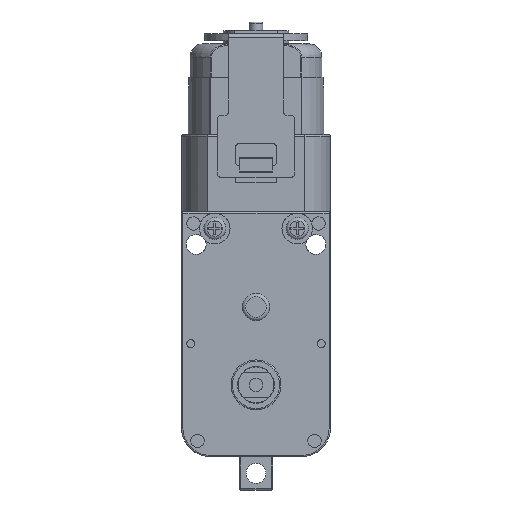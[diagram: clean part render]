
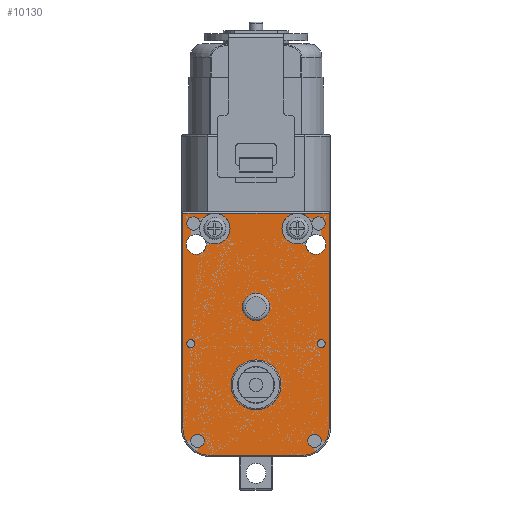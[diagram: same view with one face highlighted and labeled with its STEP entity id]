
A CAD part, left-side view. The second image highlights one B-rep face of the part: STEP entity #10130.
In plain terms, the highlighted planar face has unit normal (-1, 0, 0).
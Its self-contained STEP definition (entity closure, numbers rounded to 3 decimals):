
#156=FACE_BOUND('',#1719,.T.);
#157=FACE_BOUND('',#1720,.T.);
#158=FACE_BOUND('',#1721,.T.);
#159=FACE_BOUND('',#1722,.T.);
#326=CIRCLE('',#10866,4.15);
#330=CIRCLE('',#10872,4.15);
#335=CIRCLE('',#10881,2.3);
#336=CIRCLE('',#10882,2.3);
#337=CIRCLE('',#10883,1.5);
#338=CIRCLE('',#10884,1.5);
#339=CIRCLE('',#10885,2.3);
#340=CIRCLE('',#10886,1.);
#341=CIRCLE('',#10887,2.3);
#342=CIRCLE('',#10888,2.3);
#343=CIRCLE('',#10889,1.);
#344=CIRCLE('',#10890,2.3);
#345=CIRCLE('',#10891,1.5);
#346=CIRCLE('',#10892,1.5);
#347=CIRCLE('',#10893,0.6);
#348=CIRCLE('',#10894,1.);
#349=CIRCLE('',#10895,0.6);
#350=CIRCLE('',#10896,1.);
#1097=FACE_OUTER_BOUND('',#1718,.T.);
#1718=EDGE_LOOP('',(#7163,#7164,#7165,#7166,#7167,#7168,#7169,#7170,#7171,
#7172,#7173,#7174,#7175,#7176,#7177,#7178,#7179,#7180,#7181,#7182));
#1719=EDGE_LOOP('',(#7183));
#1720=EDGE_LOOP('',(#7184));
#1721=EDGE_LOOP('',(#7185));
#1722=EDGE_LOOP('',(#7186));
#2442=LINE('',#15871,#3364);
#2443=LINE('',#15873,#3365);
#2444=LINE('',#15874,#3366);
#2446=LINE('',#15880,#3368);
#2448=LINE('',#15892,#3370);
#2450=LINE('',#15901,#3372);
#3364=VECTOR('',#12398,10.);
#3365=VECTOR('',#12399,10.);
#3366=VECTOR('',#12400,10.);
#3368=VECTOR('',#12406,10.);
#3370=VECTOR('',#12420,10.);
#3372=VECTOR('',#12432,10.);
#4312=VERTEX_POINT('',#15855);
#4317=VERTEX_POINT('',#15865);
#4318=VERTEX_POINT('',#15870);
#4319=VERTEX_POINT('',#15872);
#4320=VERTEX_POINT('',#15876);
#4322=VERTEX_POINT('',#15882);
#4324=VERTEX_POINT('',#15888);
#4326=VERTEX_POINT('',#15894);
#4332=VERTEX_POINT('',#15983);
#4333=VERTEX_POINT('',#15985);
#4334=VERTEX_POINT('',#15987);
#4335=VERTEX_POINT('',#15989);
#4336=VERTEX_POINT('',#15991);
#4337=VERTEX_POINT('',#15993);
#4338=VERTEX_POINT('',#15996);
#4339=VERTEX_POINT('',#15998);
#4340=VERTEX_POINT('',#16000);
#4341=VERTEX_POINT('',#16002);
#4342=VERTEX_POINT('',#16005);
#4343=VERTEX_POINT('',#16007);
#4344=VERTEX_POINT('',#16009);
#4345=VERTEX_POINT('',#16011);
#5379=EDGE_CURVE('',#4312,#4318,#2442,.T.);
#5380=EDGE_CURVE('',#4318,#4319,#2443,.T.);
#5381=EDGE_CURVE('',#4319,#4317,#2444,.T.);
#5384=EDGE_CURVE('',#4317,#4320,#2446,.T.);
#5387=EDGE_CURVE('',#4320,#4322,#326,.T.);
#5390=EDGE_CURVE('',#4322,#4324,#2448,.T.);
#5393=EDGE_CURVE('',#4324,#4326,#330,.T.);
#5395=EDGE_CURVE('',#4326,#4312,#2450,.T.);
#5406=EDGE_CURVE('',#4332,#4319,#335,.T.);
#5407=EDGE_CURVE('',#4318,#4333,#336,.T.);
#5408=EDGE_CURVE('',#4334,#4333,#337,.T.);
#5409=EDGE_CURVE('',#4335,#4334,#338,.T.);
#5410=EDGE_CURVE('',#4335,#4336,#339,.T.);
#5411=EDGE_CURVE('',#4336,#4337,#340,.T.);
#5412=EDGE_CURVE('',#4337,#4318,#341,.T.);
#5413=EDGE_CURVE('',#4319,#4338,#342,.T.);
#5414=EDGE_CURVE('',#4338,#4339,#343,.T.);
#5415=EDGE_CURVE('',#4339,#4340,#344,.T.);
#5416=EDGE_CURVE('',#4341,#4340,#345,.T.);
#5417=EDGE_CURVE('',#4332,#4341,#346,.T.);
#5418=EDGE_CURVE('',#4342,#4342,#347,.T.);
#5419=EDGE_CURVE('',#4343,#4343,#348,.T.);
#5420=EDGE_CURVE('',#4344,#4344,#349,.T.);
#5421=EDGE_CURVE('',#4345,#4345,#350,.T.);
#7163=ORIENTED_EDGE('',*,*,#5406,.T.);
#7164=ORIENTED_EDGE('',*,*,#5380,.F.);
#7165=ORIENTED_EDGE('',*,*,#5407,.T.);
#7166=ORIENTED_EDGE('',*,*,#5408,.F.);
#7167=ORIENTED_EDGE('',*,*,#5409,.F.);
#7168=ORIENTED_EDGE('',*,*,#5410,.T.);
#7169=ORIENTED_EDGE('',*,*,#5411,.T.);
#7170=ORIENTED_EDGE('',*,*,#5412,.T.);
#7171=ORIENTED_EDGE('',*,*,#5379,.F.);
#7172=ORIENTED_EDGE('',*,*,#5395,.F.);
#7173=ORIENTED_EDGE('',*,*,#5393,.F.);
#7174=ORIENTED_EDGE('',*,*,#5390,.F.);
#7175=ORIENTED_EDGE('',*,*,#5387,.F.);
#7176=ORIENTED_EDGE('',*,*,#5384,.F.);
#7177=ORIENTED_EDGE('',*,*,#5381,.F.);
#7178=ORIENTED_EDGE('',*,*,#5413,.T.);
#7179=ORIENTED_EDGE('',*,*,#5414,.T.);
#7180=ORIENTED_EDGE('',*,*,#5415,.T.);
#7181=ORIENTED_EDGE('',*,*,#5416,.F.);
#7182=ORIENTED_EDGE('',*,*,#5417,.F.);
#7183=ORIENTED_EDGE('',*,*,#5418,.T.);
#7184=ORIENTED_EDGE('',*,*,#5419,.T.);
#7185=ORIENTED_EDGE('',*,*,#5420,.T.);
#7186=ORIENTED_EDGE('',*,*,#5421,.T.);
#9677=PLANE('',#10880);
#10130=ADVANCED_FACE('',(#1097,#156,#157,#158,#159),#9677,.F.);
#10866=AXIS2_PLACEMENT_3D('',#15886,#12413,#12414);
#10872=AXIS2_PLACEMENT_3D('',#15898,#12427,#12428);
#10880=AXIS2_PLACEMENT_3D('',#15982,#12449,#12450);
#10881=AXIS2_PLACEMENT_3D('',#15984,#12451,#12452);
#10882=AXIS2_PLACEMENT_3D('',#15986,#12453,#12454);
#10883=AXIS2_PLACEMENT_3D('',#15988,#12455,#12456);
#10884=AXIS2_PLACEMENT_3D('',#15990,#12457,#12458);
#10885=AXIS2_PLACEMENT_3D('',#15992,#12459,#12460);
#10886=AXIS2_PLACEMENT_3D('',#15994,#12461,#12462);
#10887=AXIS2_PLACEMENT_3D('',#15995,#12463,#12464);
#10888=AXIS2_PLACEMENT_3D('',#15997,#12465,#12466);
#10889=AXIS2_PLACEMENT_3D('',#15999,#12467,#12468);
#10890=AXIS2_PLACEMENT_3D('',#16001,#12469,#12470);
#10891=AXIS2_PLACEMENT_3D('',#16003,#12471,#12472);
#10892=AXIS2_PLACEMENT_3D('',#16004,#12473,#12474);
#10893=AXIS2_PLACEMENT_3D('',#16006,#12475,#12476);
#10894=AXIS2_PLACEMENT_3D('',#16008,#12477,#12478);
#10895=AXIS2_PLACEMENT_3D('',#16010,#12479,#12480);
#10896=AXIS2_PLACEMENT_3D('',#16012,#12481,#12482);
#12398=DIRECTION('',(0.,-1.,0.));
#12399=DIRECTION('',(0.,-1.,0.));
#12400=DIRECTION('',(0.,-1.,0.));
#12406=DIRECTION('',(0.,0.,-1.));
#12413=DIRECTION('center_axis',(1.,0.,0.));
#12414=DIRECTION('ref_axis',(0.,-0.707,-0.707));
#12420=DIRECTION('',(0.,1.,0.));
#12427=DIRECTION('center_axis',(1.,0.,0.));
#12428=DIRECTION('ref_axis',(0.,0.707,-0.707));
#12432=DIRECTION('',(0.,0.,1.));
#12449=DIRECTION('center_axis',(1.,0.,0.));
#12450=DIRECTION('ref_axis',(0.,0.,-1.));
#12451=DIRECTION('center_axis',(1.,0.,0.));
#12452=DIRECTION('ref_axis',(0.,0.,1.));
#12453=DIRECTION('center_axis',(1.,0.,0.));
#12454=DIRECTION('ref_axis',(0.,0.,1.));
#12455=DIRECTION('center_axis',(-1.,0.,0.));
#12456=DIRECTION('ref_axis',(0.,0.,-1.));
#12457=DIRECTION('center_axis',(-1.,0.,0.));
#12458=DIRECTION('ref_axis',(0.,0.,-1.));
#12459=DIRECTION('center_axis',(1.,0.,0.));
#12460=DIRECTION('ref_axis',(0.,0.,1.));
#12461=DIRECTION('center_axis',(1.,0.,0.));
#12462=DIRECTION('ref_axis',(0.,0.,1.));
#12463=DIRECTION('center_axis',(1.,0.,0.));
#12464=DIRECTION('ref_axis',(0.,0.,1.));
#12465=DIRECTION('center_axis',(1.,0.,0.));
#12466=DIRECTION('ref_axis',(0.,0.,1.));
#12467=DIRECTION('center_axis',(1.,0.,0.));
#12468=DIRECTION('ref_axis',(0.,0.,1.));
#12469=DIRECTION('center_axis',(1.,0.,0.));
#12470=DIRECTION('ref_axis',(0.,0.,1.));
#12471=DIRECTION('center_axis',(-1.,0.,0.));
#12472=DIRECTION('ref_axis',(0.,0.,-1.));
#12473=DIRECTION('center_axis',(-1.,0.,0.));
#12474=DIRECTION('ref_axis',(0.,0.,-1.));
#12475=DIRECTION('center_axis',(1.,0.,0.));
#12476=DIRECTION('ref_axis',(0.,0.,1.));
#12477=DIRECTION('center_axis',(1.,0.,0.));
#12478=DIRECTION('ref_axis',(0.,0.,1.));
#12479=DIRECTION('center_axis',(1.,0.,0.));
#12480=DIRECTION('ref_axis',(0.,0.,1.));
#12481=DIRECTION('center_axis',(1.,0.,0.));
#12482=DIRECTION('ref_axis',(0.,0.,1.));
#15855=CARTESIAN_POINT('',(0.,22.2,-0.2));
#15865=CARTESIAN_POINT('',(0.,0.2,-0.2));
#15870=CARTESIAN_POINT('',(0.,17.4,-0.2));
#15871=CARTESIAN_POINT('',(0.,16.8,-0.2));
#15872=CARTESIAN_POINT('',(0.,5.,-0.2));
#15873=CARTESIAN_POINT('',(0.,16.8,-0.2));
#15874=CARTESIAN_POINT('',(0.,16.8,-0.2));
#15876=CARTESIAN_POINT('',(0.,0.2,-32.45));
#15880=CARTESIAN_POINT('',(0.,0.2,-9.2));
#15882=CARTESIAN_POINT('',(0.,4.35,-36.6));
#15886=CARTESIAN_POINT('Origin',(0.,4.35,-32.45));
#15888=CARTESIAN_POINT('',(0.,18.05,-36.6));
#15892=CARTESIAN_POINT('',(0.,5.6,-36.6));
#15894=CARTESIAN_POINT('',(0.,22.2,-32.45));
#15898=CARTESIAN_POINT('Origin',(0.,18.05,-32.45));
#15901=CARTESIAN_POINT('',(0.,22.2,-27.6));
#15982=CARTESIAN_POINT('Origin',(0.,11.2,-18.4));
#15983=CARTESIAN_POINT('',(0.,3.578,-4.308));
#15984=CARTESIAN_POINT('Origin',(0.,5.,-2.5));
#15985=CARTESIAN_POINT('',(0.,18.822,-4.308));
#15986=CARTESIAN_POINT('Origin',(0.,17.4,-2.5));
#15987=CARTESIAN_POINT('',(0.,20.2,-3.4));
#15988=CARTESIAN_POINT('Origin',(0.,20.2,-4.9));
#15989=CARTESIAN_POINT('',(0.,19.404,-3.629));
#15990=CARTESIAN_POINT('Origin',(0.,20.2,-4.9));
#15991=CARTESIAN_POINT('',(0.,19.666,-2.108));
#15992=CARTESIAN_POINT('Origin',(0.,17.4,-2.5));
#15993=CARTESIAN_POINT('',(0.,19.604,-1.844));
#15994=CARTESIAN_POINT('Origin',(0.,20.6,-1.75));
#15995=CARTESIAN_POINT('Origin',(0.,17.4,-2.5));
#15996=CARTESIAN_POINT('',(0.,2.796,-1.844));
#15997=CARTESIAN_POINT('Origin',(0.,5.,-2.5));
#15998=CARTESIAN_POINT('',(0.,2.734,-2.108));
#15999=CARTESIAN_POINT('Origin',(0.,1.8,-1.75));
#16000=CARTESIAN_POINT('',(0.,2.996,-3.629));
#16001=CARTESIAN_POINT('Origin',(0.,5.,-2.5));
#16002=CARTESIAN_POINT('',(0.,2.2,-3.4));
#16003=CARTESIAN_POINT('Origin',(0.,2.2,-4.9));
#16004=CARTESIAN_POINT('Origin',(0.,2.2,-4.9));
#16005=CARTESIAN_POINT('',(0.,1.4,-20.4));
#16006=CARTESIAN_POINT('Origin',(0.,1.4,-19.8));
#16007=CARTESIAN_POINT('',(0.,2.4,-35.4));
#16008=CARTESIAN_POINT('Origin',(0.,2.4,-34.4));
#16009=CARTESIAN_POINT('',(0.,21.,-20.4));
#16010=CARTESIAN_POINT('Origin',(0.,21.,-19.8));
#16011=CARTESIAN_POINT('',(0.,20.,-35.4));
#16012=CARTESIAN_POINT('Origin',(0.,20.,-34.4));
